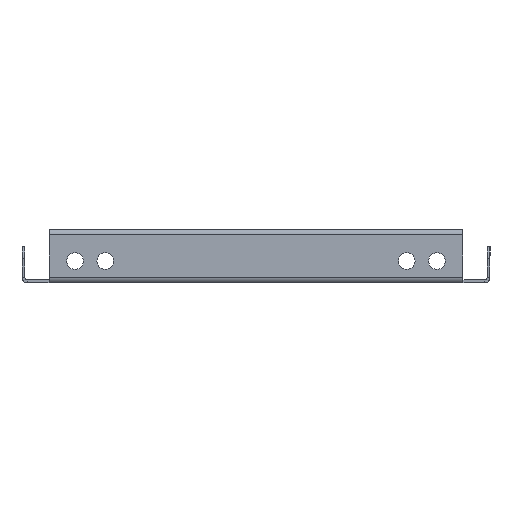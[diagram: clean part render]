
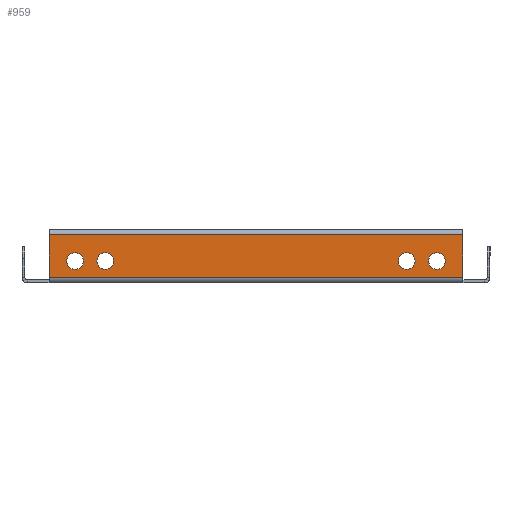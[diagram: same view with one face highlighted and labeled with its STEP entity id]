
A CAD part, left-side view. The second image highlights one B-rep face of the part: STEP entity #959.
In plain terms, the highlighted planar face has unit normal (-1, 0, 0).
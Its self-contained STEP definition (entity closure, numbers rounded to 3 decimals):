
#5 = CARTESIAN_POINT ( 'NONE',  ( -153.2, -75., 4.35 ) ) ;
#38 = DIRECTION ( 'NONE',  ( 0., 0., -1. ) ) ;
#71 = DIRECTION ( 'NONE',  ( 0., 0., -1. ) ) ;
#170 = CARTESIAN_POINT ( 'NONE',  ( -153.2, 75., 7.8 ) ) ;
#178 = EDGE_CURVE ( 'NONE', #3939, #243, #2520, .T. ) ;
#218 = DIRECTION ( 'NONE',  ( 0., 1., 0. ) ) ;
#243 = VERTEX_POINT ( 'NONE', #1942 ) ;
#284 = EDGE_CURVE ( 'NONE', #1102, #2499, #2704, .T. ) ;
#412 = CARTESIAN_POINT ( 'NONE',  ( -153.2, -75., 7.8 ) ) ;
#423 = EDGE_CURVE ( 'NONE', #2792, #457, #1149, .T. ) ;
#430 = FACE_BOUND ( 'NONE', #3915, .T. ) ;
#449 = CARTESIAN_POINT ( 'NONE',  ( -153.2, -85.8, 1. ) ) ;
#457 = VERTEX_POINT ( 'NONE', #1983 ) ;
#486 = DIRECTION ( 'NONE',  ( 0., 0., -1. ) ) ;
#533 = CARTESIAN_POINT ( 'NONE',  ( -153.2, -62.5, 4.35 ) ) ;
#585 = DIRECTION ( 'NONE',  ( 0., 0., -1. ) ) ;
#593 = ORIENTED_EDGE ( 'NONE', *, *, #756, .T. ) ;
#598 = ORIENTED_EDGE ( 'NONE', *, *, #3602, .T. ) ;
#620 = CARTESIAN_POINT ( 'NONE',  ( -153.2, 62.5, 11.25 ) ) ;
#697 = DIRECTION ( 'NONE',  ( 0., 0., -1. ) ) ;
#756 = EDGE_CURVE ( 'NONE', #243, #3939, #2182, .T. ) ;
#802 = ORIENTED_EDGE ( 'NONE', *, *, #1622, .T. ) ;
#834 = EDGE_CURVE ( 'NONE', #457, #2560, #3183, .T. ) ;
#862 = EDGE_CURVE ( 'NONE', #2560, #4089, #971, .T. ) ;
#877 = CARTESIAN_POINT ( 'NONE',  ( -153.2, -75., 11.25 ) ) ;
#879 = AXIS2_PLACEMENT_3D ( 'NONE', #412, #2615, #1645 ) ;
#892 = ORIENTED_EDGE ( 'NONE', *, *, #862, .T. ) ;
#896 = CIRCLE ( 'NONE', #3543, 3.45 ) ;
#942 = VERTEX_POINT ( 'NONE', #877 ) ;
#959 = ADVANCED_FACE ( 'NONE', ( #430, #1796, #2532, #1510, #2584 ), #2115, .T. ) ;
#971 = LINE ( 'NONE', #1517, #2000 ) ;
#1007 = DIRECTION ( 'NONE',  ( 1., 0., 0. ) ) ;
#1102 = VERTEX_POINT ( 'NONE', #1544 ) ;
#1119 = CARTESIAN_POINT ( 'NONE',  ( -153.2, 85.8, 1. ) ) ;
#1149 = LINE ( 'NONE', #1674, #3570 ) ;
#1160 = DIRECTION ( 'NONE',  ( 1., 0., 0. ) ) ;
#1226 = VECTOR ( 'NONE', #1238, 1000. ) ;
#1238 = DIRECTION ( 'NONE',  ( 0., -1., 0. ) ) ;
#1299 = CARTESIAN_POINT ( 'NONE',  ( -153.2, 62.5, 7.8 ) ) ;
#1302 = CIRCLE ( 'NONE', #2272, 3.45 ) ;
#1510 = FACE_BOUND ( 'NONE', #3206, .T. ) ;
#1517 = CARTESIAN_POINT ( 'NONE',  ( -153.2, 85.8, 0. ) ) ;
#1518 = CARTESIAN_POINT ( 'NONE',  ( -153.2, 62.5, 7.8 ) ) ;
#1521 = DIRECTION ( 'NONE',  ( 1., 0., 0. ) ) ;
#1524 = EDGE_LOOP ( 'NONE', ( #892, #598, #4011, #2027 ) ) ;
#1544 = CARTESIAN_POINT ( 'NONE',  ( -153.2, 75., 11.25 ) ) ;
#1549 = ORIENTED_EDGE ( 'NONE', *, *, #3524, .T. ) ;
#1579 = ORIENTED_EDGE ( 'NONE', *, *, #3560, .T. ) ;
#1586 = ORIENTED_EDGE ( 'NONE', *, *, #3021, .T. ) ;
#1599 = AXIS2_PLACEMENT_3D ( 'NONE', #2728, #1521, #3726 ) ;
#1604 = DIRECTION ( 'NONE',  ( 1., 0., 0. ) ) ;
#1620 = AXIS2_PLACEMENT_3D ( 'NONE', #3336, #3031, #3355 ) ;
#1622 = EDGE_CURVE ( 'NONE', #2500, #3514, #3271, .T. ) ;
#1626 = DIRECTION ( 'NONE',  ( 1., 0., 0. ) ) ;
#1632 = CARTESIAN_POINT ( 'NONE',  ( -153.2, 75., 7.8 ) ) ;
#1645 = DIRECTION ( 'NONE',  ( 0., 0., -1. ) ) ;
#1674 = CARTESIAN_POINT ( 'NONE',  ( -153.2, -85.8, 0. ) ) ;
#1796 = FACE_BOUND ( 'NONE', #3032, .T. ) ;
#1810 = DIRECTION ( 'NONE',  ( 0., 0., -1. ) ) ;
#1864 = LINE ( 'NONE', #2586, #1226 ) ;
#1903 = VECTOR ( 'NONE', #218, 1000. ) ;
#1921 = ORIENTED_EDGE ( 'NONE', *, *, #178, .T. ) ;
#1942 = CARTESIAN_POINT ( 'NONE',  ( -153.2, 62.5, 4.35 ) ) ;
#1983 = CARTESIAN_POINT ( 'NONE',  ( -153.2, -85.8, 18.8 ) ) ;
#2000 = VECTOR ( 'NONE', #1810, 1000. ) ;
#2027 = ORIENTED_EDGE ( 'NONE', *, *, #834, .T. ) ;
#2115 = PLANE ( 'NONE',  #1620 ) ;
#2182 = CIRCLE ( 'NONE', #3498, 3.45 ) ;
#2244 = CARTESIAN_POINT ( 'NONE',  ( -153.2, -75., 7.8 ) ) ;
#2262 = CIRCLE ( 'NONE', #3580, 3.45 ) ;
#2269 = DIRECTION ( 'NONE',  ( 0., 0., 1. ) ) ;
#2272 = AXIS2_PLACEMENT_3D ( 'NONE', #170, #2995, #486 ) ;
#2296 = CARTESIAN_POINT ( 'NONE',  ( -153.2, -62.5, 11.25 ) ) ;
#2409 = CARTESIAN_POINT ( 'NONE',  ( -153.2, 0., 18.8 ) ) ;
#2439 = CARTESIAN_POINT ( 'NONE',  ( -153.2, 85.8, 18.8 ) ) ;
#2454 = CARTESIAN_POINT ( 'NONE',  ( -153.2, -62.5, 7.8 ) ) ;
#2499 = VERTEX_POINT ( 'NONE', #3700 ) ;
#2500 = VERTEX_POINT ( 'NONE', #533 ) ;
#2520 = CIRCLE ( 'NONE', #2563, 3.45 ) ;
#2521 = DIRECTION ( 'NONE',  ( 1., 0., 0. ) ) ;
#2532 = FACE_BOUND ( 'NONE', #3444, .T. ) ;
#2560 = VERTEX_POINT ( 'NONE', #2439 ) ;
#2563 = AXIS2_PLACEMENT_3D ( 'NONE', #1518, #1626, #38 ) ;
#2584 = FACE_OUTER_BOUND ( 'NONE', #1524, .T. ) ;
#2586 = CARTESIAN_POINT ( 'NONE',  ( -153.2, 0., 1. ) ) ;
#2615 = DIRECTION ( 'NONE',  ( 1., 0., 0. ) ) ;
#2704 = CIRCLE ( 'NONE', #2850, 3.45 ) ;
#2728 = CARTESIAN_POINT ( 'NONE',  ( -153.2, -62.5, 7.8 ) ) ;
#2792 = VERTEX_POINT ( 'NONE', #449 ) ;
#2850 = AXIS2_PLACEMENT_3D ( 'NONE', #1632, #2521, #697 ) ;
#2894 = CIRCLE ( 'NONE', #879, 3.45 ) ;
#2914 = EDGE_CURVE ( 'NONE', #2499, #1102, #1302, .T. ) ;
#2995 = DIRECTION ( 'NONE',  ( 1., 0., 0. ) ) ;
#3021 = EDGE_CURVE ( 'NONE', #3514, #2500, #896, .T. ) ;
#3031 = DIRECTION ( 'NONE',  ( -1., 0., 0. ) ) ;
#3032 = EDGE_LOOP ( 'NONE', ( #802, #1586 ) ) ;
#3183 = LINE ( 'NONE', #2409, #1903 ) ;
#3206 = EDGE_LOOP ( 'NONE', ( #1579, #1549 ) ) ;
#3235 = ORIENTED_EDGE ( 'NONE', *, *, #2914, .T. ) ;
#3264 = DIRECTION ( 'NONE',  ( 0., 0., -1. ) ) ;
#3271 = CIRCLE ( 'NONE', #1599, 3.45 ) ;
#3291 = ORIENTED_EDGE ( 'NONE', *, *, #284, .T. ) ;
#3336 = CARTESIAN_POINT ( 'NONE',  ( -153.2, 0., 0. ) ) ;
#3355 = DIRECTION ( 'NONE',  ( 0., 0., 1. ) ) ;
#3444 = EDGE_LOOP ( 'NONE', ( #593, #1921 ) ) ;
#3498 = AXIS2_PLACEMENT_3D ( 'NONE', #1299, #1604, #3264 ) ;
#3514 = VERTEX_POINT ( 'NONE', #2296 ) ;
#3524 = EDGE_CURVE ( 'NONE', #942, #3955, #2894, .T. ) ;
#3543 = AXIS2_PLACEMENT_3D ( 'NONE', #2454, #1160, #585 ) ;
#3560 = EDGE_CURVE ( 'NONE', #3955, #942, #2262, .T. ) ;
#3570 = VECTOR ( 'NONE', #2269, 1000. ) ;
#3580 = AXIS2_PLACEMENT_3D ( 'NONE', #2244, #1007, #71 ) ;
#3602 = EDGE_CURVE ( 'NONE', #4089, #2792, #1864, .T. ) ;
#3700 = CARTESIAN_POINT ( 'NONE',  ( -153.2, 75., 4.35 ) ) ;
#3726 = DIRECTION ( 'NONE',  ( 0., 0., -1. ) ) ;
#3915 = EDGE_LOOP ( 'NONE', ( #3235, #3291 ) ) ;
#3939 = VERTEX_POINT ( 'NONE', #620 ) ;
#3955 = VERTEX_POINT ( 'NONE', #5 ) ;
#4011 = ORIENTED_EDGE ( 'NONE', *, *, #423, .T. ) ;
#4089 = VERTEX_POINT ( 'NONE', #1119 ) ;
